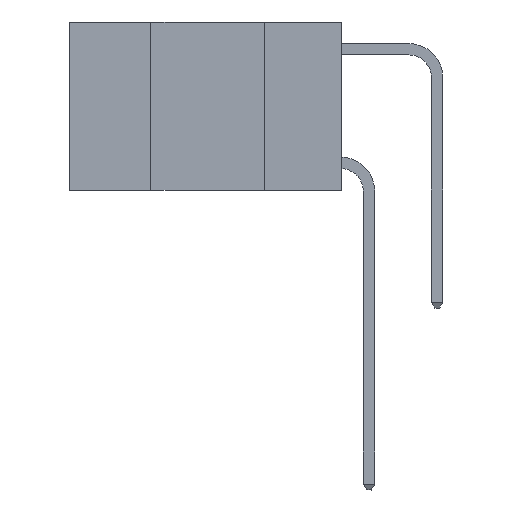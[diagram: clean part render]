
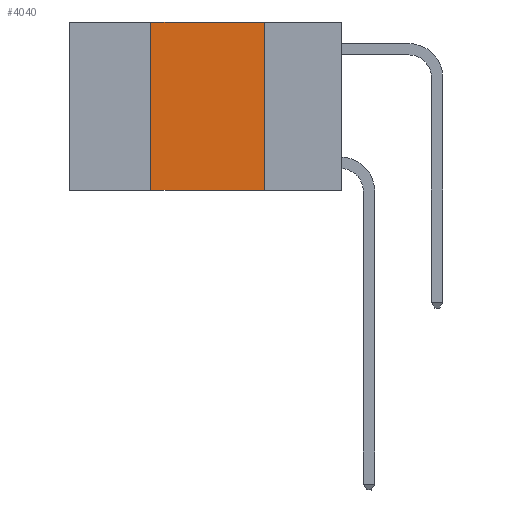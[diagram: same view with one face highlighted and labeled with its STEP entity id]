
A CAD part, left-side view. The second image highlights one B-rep face of the part: STEP entity #4040.
In plain terms, the highlighted planar face has unit normal (-1, 0, 0).
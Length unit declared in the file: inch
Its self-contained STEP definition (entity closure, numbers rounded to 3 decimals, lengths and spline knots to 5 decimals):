
#736 = CARTESIAN_POINT ( 'NONE',  ( 0., 0.42, 0. ) ) ;
#2270 = DIRECTION ( 'NONE',  ( 0., -1., 0. ) ) ;
#2362 = VECTOR ( 'NONE', #6523, 39.37008 ) ;
#2797 = VECTOR ( 'NONE', #2270, 39.37008 ) ;
#4040 = ADVANCED_FACE ( 'NONE', ( #14816 ), #22268, .F. ) ;
#4052 = EDGE_CURVE ( 'NONE', #28752, #16404, #5108, .T. ) ;
#4402 = EDGE_CURVE ( 'NONE', #28752, #19626, #23375, .T. ) ;
#5108 = LINE ( 'NONE', #14668, #2797 ) ;
#5970 = LINE ( 'NONE', #22662, #15855 ) ;
#6523 = DIRECTION ( 'NONE',  ( 0., 0., 1. ) ) ;
#7301 = CARTESIAN_POINT ( 'NONE',  ( 0., 0.17, -0.37 ) ) ;
#7340 = CARTESIAN_POINT ( 'NONE',  ( 0., 0.6, 0. ) ) ;
#8051 = DIRECTION ( 'NONE',  ( 0., -1., 0. ) ) ;
#8768 = CARTESIAN_POINT ( 'NONE',  ( 0., 0.42, 0. ) ) ;
#8922 = CARTESIAN_POINT ( 'NONE',  ( 0., 0.17, 0. ) ) ;
#11333 = ORIENTED_EDGE ( 'NONE', *, *, #4052, .T. ) ;
#11686 = VECTOR ( 'NONE', #13682, 39.37008 ) ;
#12270 = DIRECTION ( 'NONE',  ( 1., 0., 0. ) ) ;
#13682 = DIRECTION ( 'NONE',  ( 0., 0., -1. ) ) ;
#14360 = DIRECTION ( 'NONE',  ( 0., 0., -1. ) ) ;
#14668 = CARTESIAN_POINT ( 'NONE',  ( 0., 0.6, -0.37 ) ) ;
#14816 = FACE_OUTER_BOUND ( 'NONE', #27702, .T. ) ;
#15727 = VERTEX_POINT ( 'NONE', #16432 ) ;
#15855 = VECTOR ( 'NONE', #8051, 39.37008 ) ;
#16404 = VERTEX_POINT ( 'NONE', #7301 ) ;
#16432 = CARTESIAN_POINT ( 'NONE',  ( 0., 0.17, 0. ) ) ;
#17530 = AXIS2_PLACEMENT_3D ( 'NONE', #7340, #12270, #14360 ) ;
#18357 = ORIENTED_EDGE ( 'NONE', *, *, #4402, .F. ) ;
#18615 = LINE ( 'NONE', #8922, #11686 ) ;
#18859 = CARTESIAN_POINT ( 'NONE',  ( 0., 0.42, -0.37 ) ) ;
#19626 = VERTEX_POINT ( 'NONE', #736 ) ;
#19719 = EDGE_CURVE ( 'NONE', #19626, #15727, #5970, .T. ) ;
#22097 = ORIENTED_EDGE ( 'NONE', *, *, #19719, .F. ) ;
#22268 = PLANE ( 'NONE',  #17530 ) ;
#22662 = CARTESIAN_POINT ( 'NONE',  ( 0., 0.6, 0. ) ) ;
#23375 = LINE ( 'NONE', #8768, #2362 ) ;
#27702 = EDGE_LOOP ( 'NONE', ( #29354, #22097, #18357, #11333 ) ) ;
#28217 = EDGE_CURVE ( 'NONE', #15727, #16404, #18615, .T. ) ;
#28752 = VERTEX_POINT ( 'NONE', #18859 ) ;
#29354 = ORIENTED_EDGE ( 'NONE', *, *, #28217, .F. ) ;
